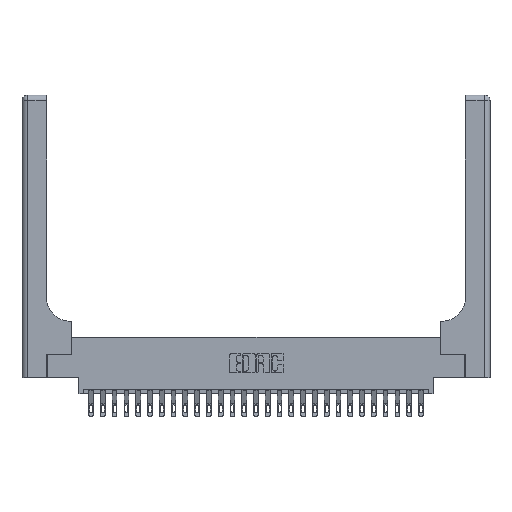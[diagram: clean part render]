
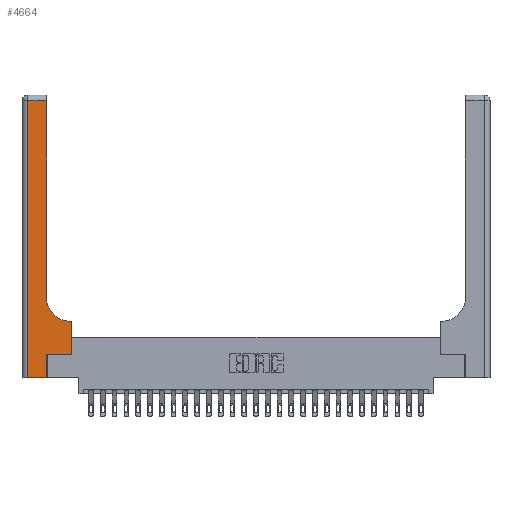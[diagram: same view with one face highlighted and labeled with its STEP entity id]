
A CAD part, top view. The second image highlights one B-rep face of the part: STEP entity #4664.
In plain terms, the highlighted planar face has unit normal (0, 0, 1).
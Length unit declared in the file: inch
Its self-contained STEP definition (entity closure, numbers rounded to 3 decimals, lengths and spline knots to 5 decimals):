
#25 = CARTESIAN_POINT ( 'NONE',  ( 0.265, 0.25, 0.37 ) ) ;
#265 = ORIENTED_EDGE ( 'NONE', *, *, #10533, .T. ) ;
#537 = ORIENTED_EDGE ( 'NONE', *, *, #20451, .T. ) ;
#546 = VERTEX_POINT ( 'NONE', #11205 ) ;
#1859 = LINE ( 'NONE', #25930, #7238 ) ;
#1875 = EDGE_CURVE ( 'NONE', #25503, #13048, #23424, .T. ) ;
#2148 = VECTOR ( 'NONE', #2941, 39.37008 ) ;
#2562 = VERTEX_POINT ( 'NONE', #5782 ) ;
#2941 = DIRECTION ( 'NONE',  ( 1., 0., 0. ) ) ;
#3253 = CARTESIAN_POINT ( 'NONE',  ( 0.265, 0., 0.37 ) ) ;
#3397 = EDGE_CURVE ( 'NONE', #13048, #9388, #21431, .T. ) ;
#3965 = CARTESIAN_POINT ( 'NONE',  ( 0.265, 0.25, 0.37 ) ) ;
#4645 = CARTESIAN_POINT ( 'NONE',  ( 0.26, 2.94, 0.37 ) ) ;
#4664 = ADVANCED_FACE ( 'NONE', ( #15330 ), #16667, .F. ) ;
#4923 = ORIENTED_EDGE ( 'NONE', *, *, #18214, .T. ) ;
#5566 = DIRECTION ( 'NONE',  ( 0., 1., 0. ) ) ;
#5782 = CARTESIAN_POINT ( 'NONE',  ( 0.51, 0.6, 0.37 ) ) ;
#7107 = ORIENTED_EDGE ( 'NONE', *, *, #1875, .T. ) ;
#7238 = VECTOR ( 'NONE', #5566, 39.37008 ) ;
#7590 = CARTESIAN_POINT ( 'NONE',  ( 0.528, 0.25, 0.37 ) ) ;
#8165 = VERTEX_POINT ( 'NONE', #4645 ) ;
#8323 = EDGE_CURVE ( 'NONE', #26221, #2562, #14029, .T. ) ;
#8603 = DIRECTION ( 'NONE',  ( -1., 0., 0. ) ) ;
#9277 = DIRECTION ( 'NONE',  ( -1., 0., 0. ) ) ;
#9286 = CARTESIAN_POINT ( 'NONE',  ( 0.528, 0.25, 0.37 ) ) ;
#9388 = VERTEX_POINT ( 'NONE', #7590 ) ;
#9739 = VECTOR ( 'NONE', #15394, 39.37008 ) ;
#10202 = CARTESIAN_POINT ( 'NONE',  ( 0.06, 3., 0.37 ) ) ;
#10264 = DIRECTION ( 'NONE',  ( 0., 0., -1. ) ) ;
#10278 = AXIS2_PLACEMENT_3D ( 'NONE', #18731, #20788, #8603 ) ;
#10533 = EDGE_CURVE ( 'NONE', #11624, #25503, #12939, .T. ) ;
#10603 = VECTOR ( 'NONE', #24336, 39.37008 ) ;
#11205 = CARTESIAN_POINT ( 'NONE',  ( 0.06, 2.94, 0.37 ) ) ;
#11324 = ORIENTED_EDGE ( 'NONE', *, *, #8323, .T. ) ;
#11472 = CIRCLE ( 'NONE', #13817, 0.25 ) ;
#11624 = VERTEX_POINT ( 'NONE', #23923 ) ;
#12124 = CARTESIAN_POINT ( 'NONE',  ( 0.528, 0.6, 0.37 ) ) ;
#12939 = LINE ( 'NONE', #25261, #2148 ) ;
#13048 = VERTEX_POINT ( 'NONE', #25 ) ;
#13457 = ORIENTED_EDGE ( 'NONE', *, *, #3397, .T. ) ;
#13817 = AXIS2_PLACEMENT_3D ( 'NONE', #22448, #10264, #24506 ) ;
#14029 = LINE ( 'NONE', #17787, #24207 ) ;
#14030 = LINE ( 'NONE', #23515, #24208 ) ;
#14285 = VECTOR ( 'NONE', #25578, 39.37008 ) ;
#14902 = LINE ( 'NONE', #9286, #14285 ) ;
#15330 = FACE_OUTER_BOUND ( 'NONE', #18492, .T. ) ;
#15394 = DIRECTION ( 'NONE',  ( 0., 1., 0. ) ) ;
#15926 = VERTEX_POINT ( 'NONE', #19260 ) ;
#16336 = EDGE_CURVE ( 'NONE', #8165, #546, #14030, .T. ) ;
#16667 = PLANE ( 'NONE',  #10278 ) ;
#17787 = CARTESIAN_POINT ( 'NONE',  ( 0.26, 0.6, 0.37 ) ) ;
#17816 = ORIENTED_EDGE ( 'NONE', *, *, #16336, .T. ) ;
#17870 = DIRECTION ( 'NONE',  ( -1., 0., 0. ) ) ;
#18214 = EDGE_CURVE ( 'NONE', #9388, #26221, #14902, .T. ) ;
#18492 = EDGE_LOOP ( 'NONE', ( #22317, #17816, #23386, #265, #7107, #13457, #4923, #11324, #537 ) ) ;
#18731 = CARTESIAN_POINT ( 'NONE',  ( 0., 3., 0.37 ) ) ;
#18734 = LINE ( 'NONE', #10202, #24794 ) ;
#19260 = CARTESIAN_POINT ( 'NONE',  ( 0.26, 0.85, 0.37 ) ) ;
#20451 = EDGE_CURVE ( 'NONE', #2562, #15926, #11472, .T. ) ;
#20788 = DIRECTION ( 'NONE',  ( 0., 0., -1. ) ) ;
#21075 = CARTESIAN_POINT ( 'NONE',  ( 0.265, 0., 0.37 ) ) ;
#21431 = LINE ( 'NONE', #3965, #10603 ) ;
#21796 = EDGE_CURVE ( 'NONE', #546, #11624, #18734, .T. ) ;
#22305 = EDGE_CURVE ( 'NONE', #15926, #8165, #1859, .T. ) ;
#22317 = ORIENTED_EDGE ( 'NONE', *, *, #22305, .T. ) ;
#22388 = DIRECTION ( 'NONE',  ( 0., -1., 0. ) ) ;
#22448 = CARTESIAN_POINT ( 'NONE',  ( 0.51, 0.85, 0.37 ) ) ;
#23386 = ORIENTED_EDGE ( 'NONE', *, *, #21796, .T. ) ;
#23424 = LINE ( 'NONE', #3253, #9739 ) ;
#23515 = CARTESIAN_POINT ( 'NONE',  ( 0., 2.94, 0.37 ) ) ;
#23923 = CARTESIAN_POINT ( 'NONE',  ( 0.06, 0., 0.37 ) ) ;
#24207 = VECTOR ( 'NONE', #17870, 39.37008 ) ;
#24208 = VECTOR ( 'NONE', #9277, 39.37008 ) ;
#24336 = DIRECTION ( 'NONE',  ( 1., 0., 0. ) ) ;
#24506 = DIRECTION ( 'NONE',  ( 1., 0., 0. ) ) ;
#24794 = VECTOR ( 'NONE', #22388, 39.37008 ) ;
#25261 = CARTESIAN_POINT ( 'NONE',  ( 0., 0., 0.37 ) ) ;
#25503 = VERTEX_POINT ( 'NONE', #21075 ) ;
#25578 = DIRECTION ( 'NONE',  ( 0., 1., 0. ) ) ;
#25930 = CARTESIAN_POINT ( 'NONE',  ( 0.26, 3., 0.37 ) ) ;
#26221 = VERTEX_POINT ( 'NONE', #12124 ) ;
